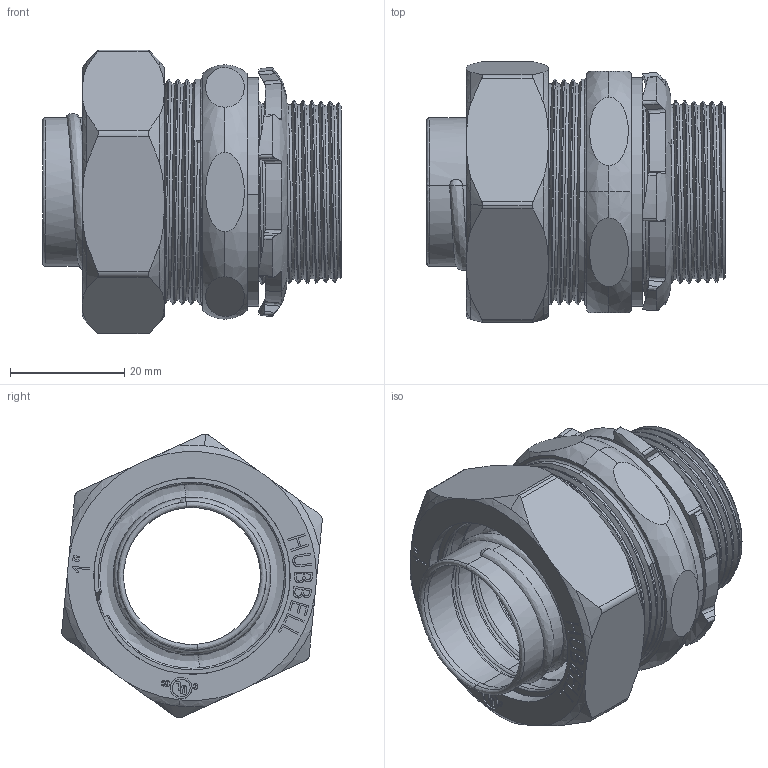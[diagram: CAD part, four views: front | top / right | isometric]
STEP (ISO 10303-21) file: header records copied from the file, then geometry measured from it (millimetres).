
FILE_DESCRIPTION (( 'STEP AP214' ), '1' );
FILE_NAME ('3404-8.STEP', '2016-02-24T15:59:20', ( '' ), ( '' ), 'SwSTEP 2.0', 'SolidWorks 2014', '' );
FILE_SCHEMA (( 'AUTOMOTIVE_DESIGN' ));
Length unit declared in the file: inch
Products named in the file (7): 3404 LOCK NUT; 3404 SEAL_1; 3404 COMPRESSION NUT HEX_1; 3404 GLAND RING_CLOSED; 3404 FERRULE_installed; 3404 STRAIGHT BODY; 3404-8
Assembly tree (6 placements, depth 2):
  3404-8
    3404 STRAIGHT BODY
    3404 FERRULE_installed
    3404 GLAND RING_CLOSED
    3404 COMPRESSION NUT HEX_1
    3404 SEAL_1
    3404 LOCK NUT
Bounding box: 52.29 x 45.59 x 49.63 mm (x, y, z)
Volume: 18843.6 mm3; surface area: 29839.1 mm2
Topology: 6 solids, 6 shells, 485 faces, 1302 edges, 849 vertices
Faces by surface type: plane 183, bspline 139, cylinder 97, cone 66
Entity records: 41656 total; most frequent: CARTESIAN_POINT 24539, ORIENTED_EDGE 2602, DIRECTION 1590, EDGE_CURVE 1301, VERTEX_POINT 849, AXIS2_PLACEMENT_3D 543, EDGE_LOOP 516, B_SPLINE_CURVE_WITH_KNOTS 511
